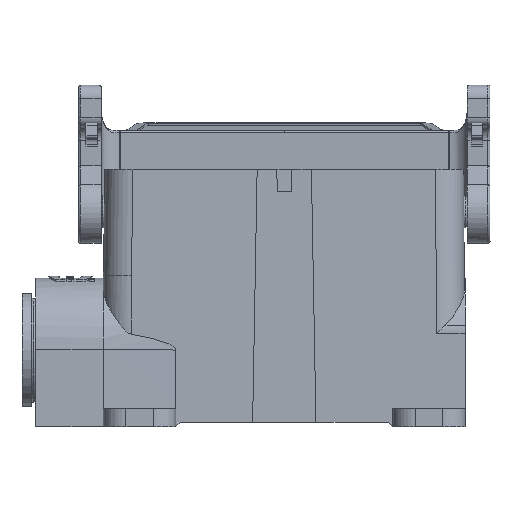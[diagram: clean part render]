
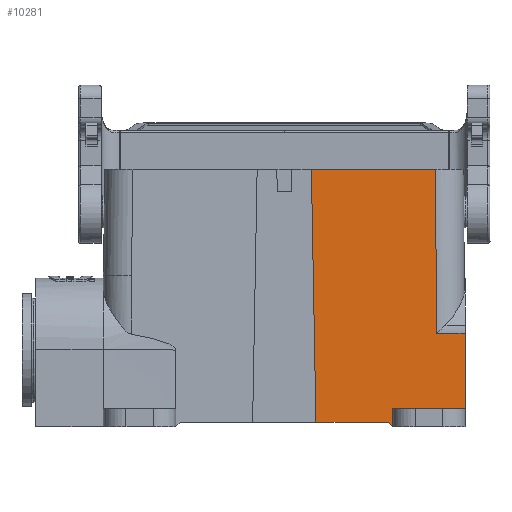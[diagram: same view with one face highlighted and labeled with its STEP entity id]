
A CAD part, front view. The second image highlights one B-rep face of the part: STEP entity #10281.
In plain terms, the highlighted planar face has unit normal (0, -1, 0.007).
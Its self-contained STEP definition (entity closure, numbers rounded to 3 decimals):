
#7425=CARTESIAN_POINT('',(40.0,-15.33,-27.134));
#7426=VERTEX_POINT('',#7425);
#7434=CARTESIAN_POINT('',(40.0,-15.448,-44.));
#7435=VERTEX_POINT('',#7434);
#7436=CARTESIAN_POINT('',(40.0,-15.33,-27.134));
#7437=DIRECTION('',(0.0,-0.007,-1.));
#7438=VECTOR('',#7437,16.867);
#7439=LINE('',#7436,#7438);
#7440=EDGE_CURVE('',#7426,#7435,#7439,.T.);
#9159=CARTESIAN_POINT('',(24.,-15.448,-44.0));
#9160=VERTEX_POINT('',#9159);
#9167=CARTESIAN_POINT('',(24.,-15.475,-47.85));
#9168=VERTEX_POINT('',#9167);
#9169=CARTESIAN_POINT('',(24.,-15.448,-44.0));
#9170=DIRECTION('',(0.0,-0.007,-1.));
#9171=VECTOR('',#9170,3.85);
#9172=LINE('',#9169,#9171);
#9173=EDGE_CURVE('',#9160,#9168,#9172,.T.);
#10043=CARTESIAN_POINT('',(6.,-15.075,9.15));
#10044=VERTEX_POINT('',#10043);
#10053=CARTESIAN_POINT('',(33.45,-15.075,9.15));
#10054=VERTEX_POINT('',#10053);
#10055=CARTESIAN_POINT('',(33.45,-15.075,9.15));
#10056=DIRECTION('',(-1.0,0.0,0.0));
#10057=VECTOR('',#10056,27.45);
#10058=LINE('',#10055,#10057);
#10059=EDGE_CURVE('',#10054,#10044,#10058,.T.);
#10229=CARTESIAN_POINT('',(40.0,-15.475,-47.85));
#10230=DIRECTION('',(0.0,-1.,0.007));
#10231=DIRECTION('',(0.0,-0.007,-1.));
#10232=AXIS2_PLACEMENT_3D('',#10229,#10230,#10231);
#10233=PLANE('',#10232);
#10234=ORIENTED_EDGE('',*,*,#7440,.F.);
#10235=CARTESIAN_POINT('',(33.673,-15.33,-27.134));
#10236=VERTEX_POINT('',#10235);
#10237=CARTESIAN_POINT('',(40.0,-15.33,-27.134));
#10238=DIRECTION('',(-1.0,0.0,0.0));
#10239=VECTOR('',#10238,6.327);
#10240=LINE('',#10237,#10239);
#10241=EDGE_CURVE('',#7426,#10236,#10240,.T.);
#10242=ORIENTED_EDGE('',*,*,#10241,.T.);
#10243=CARTESIAN_POINT('',(33.673,-15.33,-27.134));
#10244=DIRECTION('',(-0.006,0.007,1.));
#10245=VECTOR('',#10244,36.285);
#10246=LINE('',#10243,#10245);
#10247=EDGE_CURVE('',#10236,#10054,#10246,.T.);
#10248=ORIENTED_EDGE('',*,*,#10247,.T.);
#10249=ORIENTED_EDGE('',*,*,#10059,.T.);
#10250=CARTESIAN_POINT('',(7.,-15.468,-46.85));
#10251=VERTEX_POINT('',#10250);
#10252=CARTESIAN_POINT('',(7.,-15.468,-46.85));
#10253=DIRECTION('',(-0.018,0.007,1.));
#10254=VECTOR('',#10253,56.01);
#10255=LINE('',#10252,#10254);
#10256=EDGE_CURVE('',#10251,#10044,#10255,.T.);
#10257=ORIENTED_EDGE('',*,*,#10256,.F.);
#10258=CARTESIAN_POINT('',(23.,-15.468,-46.85));
#10259=VERTEX_POINT('',#10258);
#10260=CARTESIAN_POINT('',(7.,-15.468,-46.85));
#10261=DIRECTION('',(1.0,0.0,0.0));
#10262=VECTOR('',#10261,16.);
#10263=LINE('',#10260,#10262);
#10264=EDGE_CURVE('',#10251,#10259,#10263,.T.);
#10265=ORIENTED_EDGE('',*,*,#10264,.T.);
#10266=CARTESIAN_POINT('',(23.,-15.468,-46.85));
#10267=DIRECTION('',(0.707,-0.005,-0.707));
#10268=VECTOR('',#10267,1.414);
#10269=LINE('',#10266,#10268);
#10270=EDGE_CURVE('',#10259,#9168,#10269,.T.);
#10271=ORIENTED_EDGE('',*,*,#10270,.T.);
#10272=ORIENTED_EDGE('',*,*,#9173,.F.);
#10273=CARTESIAN_POINT('',(24.,-15.448,-44.0));
#10274=DIRECTION('',(1.0,0.0,0.0));
#10275=VECTOR('',#10274,16.);
#10276=LINE('',#10273,#10275);
#10277=EDGE_CURVE('',#9160,#7435,#10276,.T.);
#10278=ORIENTED_EDGE('',*,*,#10277,.T.);
#10279=EDGE_LOOP('',(#10234,#10242,#10248,#10249,#10257,#10265,#10271,#10272,#10278));
#10280=FACE_OUTER_BOUND('',#10279,.T.);
#10281=ADVANCED_FACE('',(#10280),#10233,.T.);
